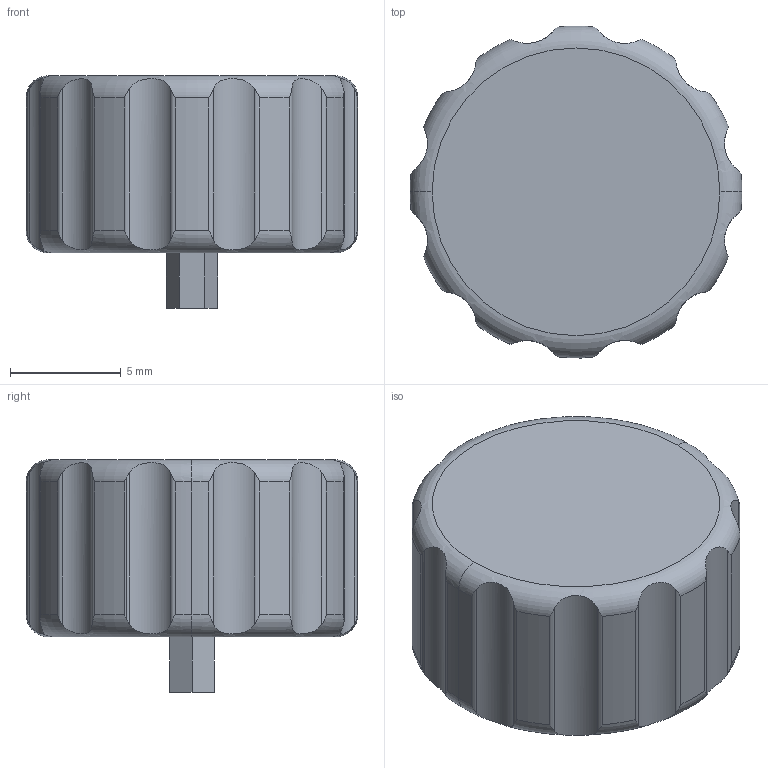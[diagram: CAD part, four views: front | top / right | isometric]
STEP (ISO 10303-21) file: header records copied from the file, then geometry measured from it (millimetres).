
FILE_DESCRIPTION (( 'STEP AP203' ), '1' );
FILE_NAME ('07SRN-2.STEP', '2016-04-26T00:48:29', ( '' ), ( '' ), 'SwSTEP 2.0', 'SolidWorks 2016', '' );
FILE_SCHEMA (( 'CONFIG_CONTROL_DESIGN' ));
Length unit declared in the file: millimetre
Products named in the file (1): 07SRN-2
Bounding box: 15 x 14.99 x 10.5 mm (x, y, z)
Volume: 1341.2 mm3; surface area: 716.6 mm2
Topology: 1 solids, 1 shells, 66 faces, 187 edges, 124 vertices
Faces by surface type: cylinder 53, plane 9, torus 4
Entity records: 2520 total; most frequent: CARTESIAN_POINT 850, ORIENTED_EDGE 374, DIRECTION 277, EDGE_CURVE 187, VERTEX_POINT 124, AXIS2_PLACEMENT_3D 103, B_SPLINE_CURVE_WITH_KNOTS 80, LINE 71
